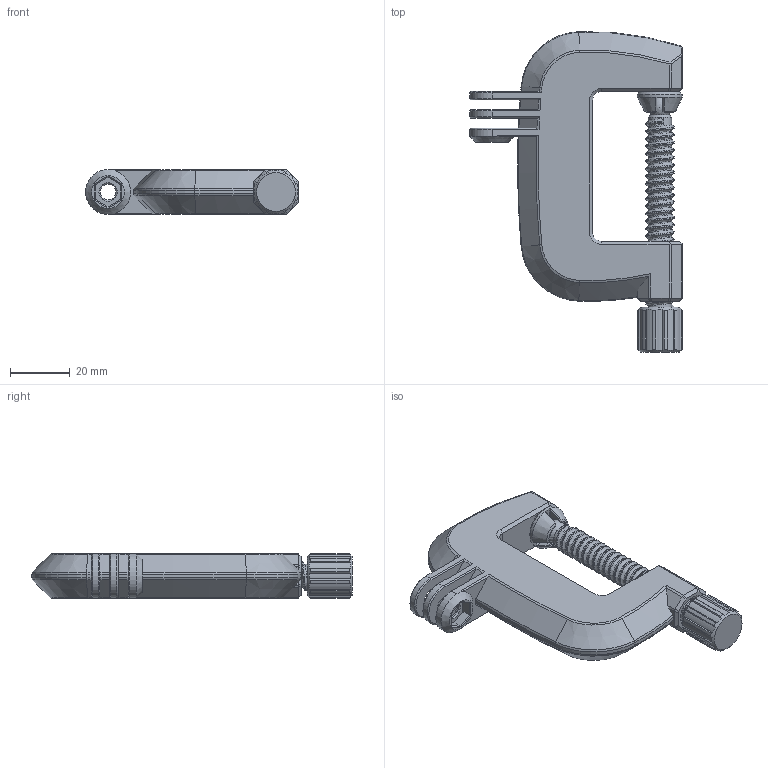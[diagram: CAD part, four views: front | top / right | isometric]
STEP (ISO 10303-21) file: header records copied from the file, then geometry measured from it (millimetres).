
FILE_DESCRIPTION(/* description */ (''),/* implementation_level */ '2;1');
FILE_NAME(/* name */ 'C-Clamp 40.step',/* time_stamp */ '2019-07-26T23:11:22+10:00',/* author */ (''),/* organization */ (''),/* preprocessor_version */ 'ST-DEVELOPER v18',/* originating_system */ 'Autodesk Translation Framework v8.2.0.1029',/* authorisation */ '');
FILE_SCHEMA (('AUTOMOTIVE_DESIGN { 1 0 10303 214 3 1 1 }'));
Length unit declared in the file: millimetre
Products named in the file (3): C-Clamp; Component1; Bolt
Assembly tree (2 placements, depth 3):
  C-Clamp
    Component1
      Bolt
Bounding box: 71 x 106.94 x 15 mm (x, y, z)
Volume: 47736.9 mm3; surface area: 15909.4 mm2
Topology: 3 solids, 3 shells, 376 faces, 1001 edges, 631 vertices
Faces by surface type: plane 163, cylinder 111, cone 85, bspline 14, sphere 3
Full cylindrical faces by diameter (mm): 5.3 x3, 7.8 x25, 8.4 x6, 9.4 x25, 10 x7, 15 x1
Entity records: 15926 total; most frequent: CARTESIAN_POINT 6896, ORIENTED_EDGE 2082, DIRECTION 1645, EDGE_CURVE 1041, VERTEX_POINT 674, AXIS2_PLACEMENT_3D 571, LINE 503, VECTOR 503
